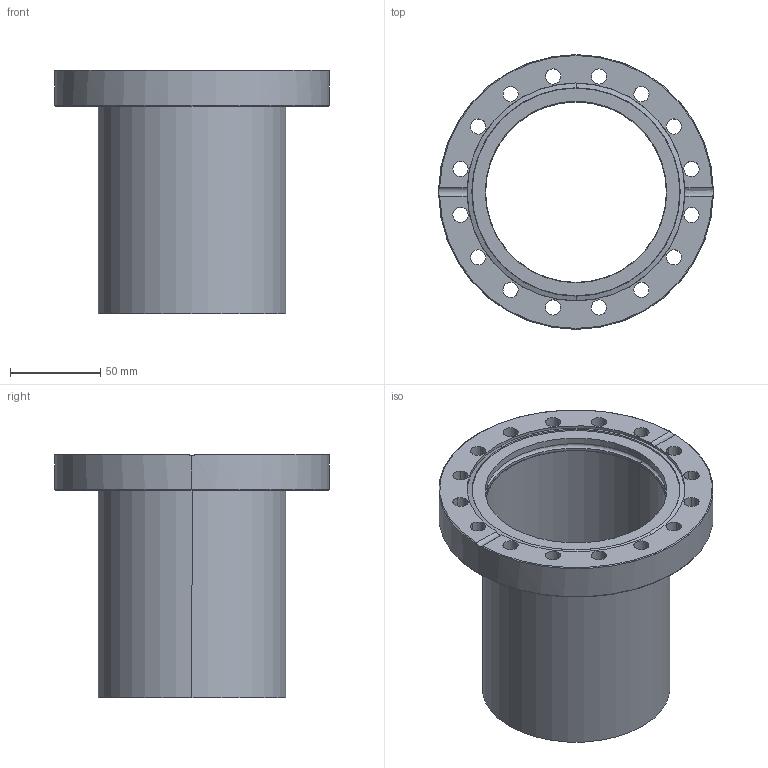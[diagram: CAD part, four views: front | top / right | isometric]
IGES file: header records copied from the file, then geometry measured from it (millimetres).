
Global section: file name: No Iges File Name specified; native system: AutoDesk Inventor R12.0; preprocessor: AutoDesk Inventor Iges Exporter R12.0; date: 20090409.130229; units: millimetre
Bounding box: 152 x 152 x 135 mm (x, y, z)
Volume: 249041.6 mm3; surface area: 139037.4 mm2
Topology: 3 solids, 3 shells, 85 faces, 220 edges, 142 vertices
Faces by surface type: bspline 46, revolution 16, torus 8, plane 7, cylinder 6, cone 2
